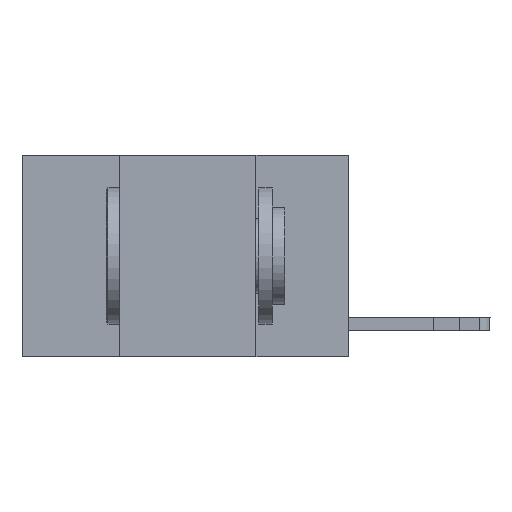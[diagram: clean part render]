
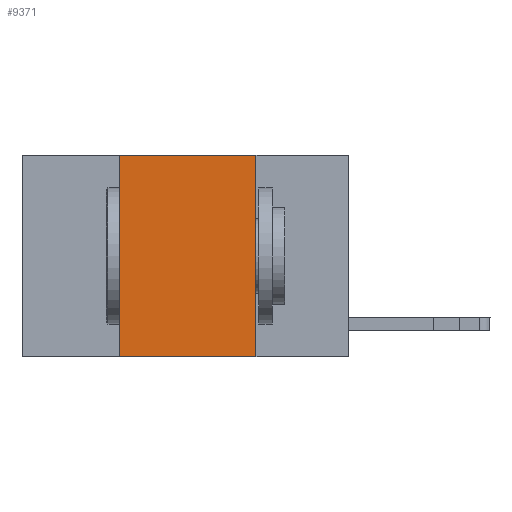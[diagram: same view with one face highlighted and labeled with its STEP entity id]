
A CAD part, left-side view. The second image highlights one B-rep face of the part: STEP entity #9371.
In plain terms, the highlighted planar face has unit normal (-1, 0, 0).
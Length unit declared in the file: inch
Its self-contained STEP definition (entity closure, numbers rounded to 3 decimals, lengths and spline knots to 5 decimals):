
#988 = DIRECTION ( 'NONE',  ( 0., 0., 1. ) ) ;
#1123 = CARTESIAN_POINT ( 'NONE',  ( 0., 0.42, 0. ) ) ;
#1203 = LINE ( 'NONE', #8687, #3419 ) ;
#1993 = PLANE ( 'NONE',  #7991 ) ;
#2210 = EDGE_CURVE ( 'NONE', #7397, #8586, #12858, .T. ) ;
#2316 = CARTESIAN_POINT ( 'NONE',  ( 0., 0.42, -0.37 ) ) ;
#2531 = VECTOR ( 'NONE', #988, 39.37008 ) ;
#2808 = ORIENTED_EDGE ( 'NONE', *, *, #8876, .F. ) ;
#3235 = CARTESIAN_POINT ( 'NONE',  ( 0., 0.42, 0. ) ) ;
#3419 = VECTOR ( 'NONE', #6582, 39.37008 ) ;
#3606 = ORIENTED_EDGE ( 'NONE', *, *, #9170, .T. ) ;
#4384 = DIRECTION ( 'NONE',  ( 1., 0., 0. ) ) ;
#4629 = CARTESIAN_POINT ( 'NONE',  ( 0., 0.6, 0. ) ) ;
#6582 = DIRECTION ( 'NONE',  ( 0., -1., 0. ) ) ;
#6804 = ORIENTED_EDGE ( 'NONE', *, *, #2210, .F. ) ;
#7343 = EDGE_LOOP ( 'NONE', ( #6804, #13314, #2808, #3606 ) ) ;
#7397 = VERTEX_POINT ( 'NONE', #8106 ) ;
#7485 = DIRECTION ( 'NONE',  ( 0., 0., -1. ) ) ;
#7991 = AXIS2_PLACEMENT_3D ( 'NONE', #10385, #4384, #7485 ) ;
#8106 = CARTESIAN_POINT ( 'NONE',  ( 0., 0.17, 0. ) ) ;
#8586 = VERTEX_POINT ( 'NONE', #12502 ) ;
#8587 = DIRECTION ( 'NONE',  ( 0., -1., 0. ) ) ;
#8687 = CARTESIAN_POINT ( 'NONE',  ( 0., 0.6, -0.37 ) ) ;
#8715 = LINE ( 'NONE', #4629, #11852 ) ;
#8876 = EDGE_CURVE ( 'NONE', #9744, #12302, #8919, .T. ) ;
#8919 = LINE ( 'NONE', #1123, #2531 ) ;
#9170 = EDGE_CURVE ( 'NONE', #9744, #8586, #1203, .T. ) ;
#9371 = ADVANCED_FACE ( 'NONE', ( #11343 ), #1993, .F. ) ;
#9744 = VERTEX_POINT ( 'NONE', #2316 ) ;
#10385 = CARTESIAN_POINT ( 'NONE',  ( 0., 0.6, 0. ) ) ;
#11343 = FACE_OUTER_BOUND ( 'NONE', #7343, .T. ) ;
#11852 = VECTOR ( 'NONE', #8587, 39.37008 ) ;
#12302 = VERTEX_POINT ( 'NONE', #3235 ) ;
#12489 = VECTOR ( 'NONE', #12783, 39.37008 ) ;
#12501 = EDGE_CURVE ( 'NONE', #12302, #7397, #8715, .T. ) ;
#12502 = CARTESIAN_POINT ( 'NONE',  ( 0., 0.17, -0.37 ) ) ;
#12710 = CARTESIAN_POINT ( 'NONE',  ( 0., 0.17, 0. ) ) ;
#12783 = DIRECTION ( 'NONE',  ( 0., 0., -1. ) ) ;
#12858 = LINE ( 'NONE', #12710, #12489 ) ;
#13314 = ORIENTED_EDGE ( 'NONE', *, *, #12501, .F. ) ;
